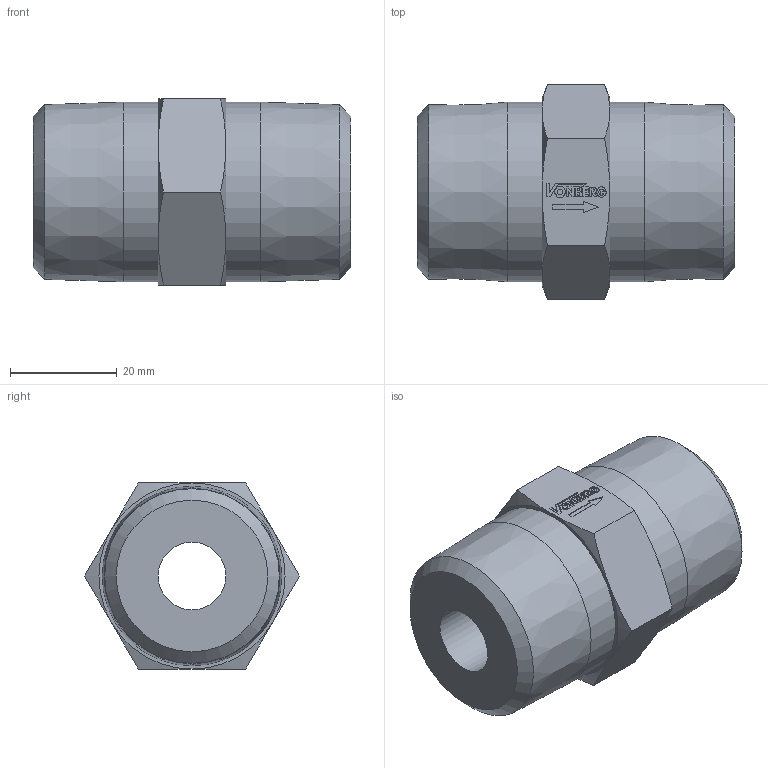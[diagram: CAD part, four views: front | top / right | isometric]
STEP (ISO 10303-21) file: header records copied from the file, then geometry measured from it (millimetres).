
FILE_DESCRIPTION((''),'2;1');
FILE_NAME('28000-508.stp','2015-02-13T11:50:09',('jml'),(''),'Autodesk Inventor 2010','Autodesk Inventor 2010','');
FILE_SCHEMA(('AUTOMOTIVE_DESIGN { 1 0 10303 214 1 1 1 1 }'));
Length unit declared in the file: inch
Products named in the file (1): 220028
Bounding box: 59.54 x 40.33 x 34.92 mm (x, y, z)
Volume: 46231.5 mm3; surface area: 10253.7 mm2
Topology: 1 solids, 1 shells, 127 faces, 315 edges, 205 vertices
Faces by surface type: plane 93, cylinder 17, cone 16, bspline 1
Full cylindrical faces by diameter (mm): 1.044 x1, 33.706 x2
Entity records: 3794 total; most frequent: CARTESIAN_POINT 703, ORIENTED_EDGE 612, DIRECTION 588, EDGE_CURVE 306, VECTOR 230, LINE 230, VERTEX_POINT 204, AXIS2_PLACEMENT_3D 179
